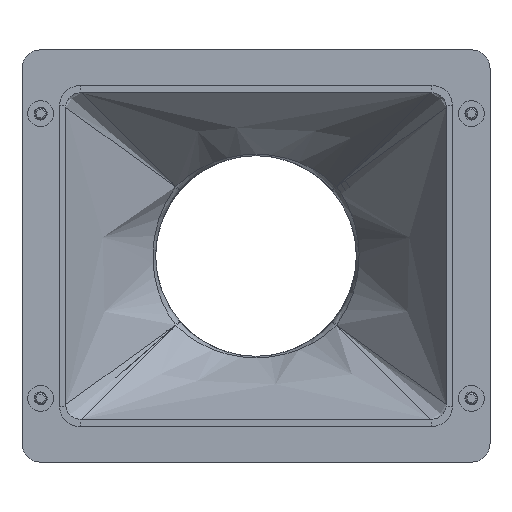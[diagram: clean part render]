
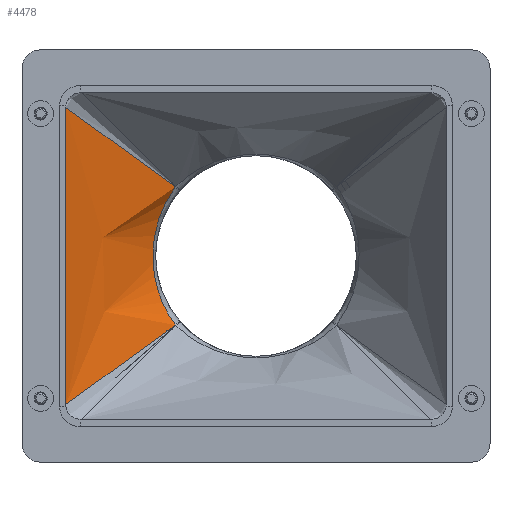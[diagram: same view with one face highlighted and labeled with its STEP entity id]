
A CAD part, front view. The second image highlights one B-rep face of the part: STEP entity #4478.
In plain terms, the highlighted free-form (B-spline) face has degree [3, 3] with [6, 5] control points.
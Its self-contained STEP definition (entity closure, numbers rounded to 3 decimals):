
#163=B_SPLINE_CURVE_WITH_KNOTS('',3,(#7606,#7607,#7608,#7609,#7610,#7611,
#7612),.UNSPECIFIED.,.F.,.F.,(4,1,1,1,4),(-4.546,-3.9,
-2.608,-1.316,-0.024),.UNSPECIFIED.);
#174=B_SPLINE_CURVE_WITH_KNOTS('',3,(#7808,#7809,#7810,#7811,#7812,#7813),
 .UNSPECIFIED.,.F.,.F.,(4,1,1,4),(-5.202,-3.7,-2.198,
-0.013),.UNSPECIFIED.);
#176=B_SPLINE_CURVE_WITH_KNOTS('',3,(#7855,#7856,#7857,#7858,#7859,#7860),
 .UNSPECIFIED.,.F.,.F.,(4,1,1,4),(-5.271,-3.086,-1.584,
-0.082),.UNSPECIFIED.);
#177=B_SPLINE_CURVE_WITH_KNOTS('',3,(#7861,#7862,#7863,#7864,#7865,#7866),
 .UNSPECIFIED.,.F.,.F.,(4,2,4),(0.736,4.76,8.79),
 .UNSPECIFIED.);
#466=B_SPLINE_SURFACE_WITH_KNOTS('',3,3,((#7824,#7825,#7826,#7827,#7828),
(#7829,#7830,#7831,#7832,#7833),(#7834,#7835,#7836,#7837,#7838),(#7839,
#7840,#7841,#7842,#7843),(#7844,#7845,#7846,#7847,#7848),(#7849,#7850,#7851,
#7852,#7853)),.UNSPECIFIED.,.F.,.F.,.F.,(4,1,1,4),(4,1,4),(0.003,
0.287,0.571,0.997),(0.04,
0.446,0.988),.UNSPECIFIED.);
#1239=FACE_OUTER_BOUND('',#1526,.T.);
#1526=EDGE_LOOP('',(#3391,#3392,#3393,#3394));
#2034=VERTEX_POINT('',#7603);
#2035=VERTEX_POINT('',#7605);
#2040=VERTEX_POINT('',#7807);
#2041=VERTEX_POINT('',#7854);
#2535=EDGE_CURVE('',#2034,#2035,#163,.T.);
#2547=EDGE_CURVE('',#2035,#2040,#174,.T.);
#2549=EDGE_CURVE('',#2041,#2034,#176,.T.);
#2550=EDGE_CURVE('',#2040,#2041,#177,.T.);
#3391=ORIENTED_EDGE('',*,*,#2535,.F.);
#3392=ORIENTED_EDGE('',*,*,#2549,.F.);
#3393=ORIENTED_EDGE('',*,*,#2550,.F.);
#3394=ORIENTED_EDGE('',*,*,#2547,.F.);
#4478=ADVANCED_FACE('',(#1239),#466,.F.);
#7603=CARTESIAN_POINT('',(-21.687,37.224,18.602));
#7605=CARTESIAN_POINT('',(-21.687,37.224,-18.602));
#7606=CARTESIAN_POINT('Ctrl Pts',(-21.687,37.224,18.602));
#7607=CARTESIAN_POINT('Ctrl Pts',(-22.842,37.304,17.059));
#7608=CARTESIAN_POINT('Ctrl Pts',(-25.821,37.571,12.103));
#7609=CARTESIAN_POINT('Ctrl Pts',(-28.295,38.033,2.855));
#7610=CARTESIAN_POINT('Ctrl Pts',(-27.308,37.813,-8.504));
#7611=CARTESIAN_POINT('Ctrl Pts',(-23.998,37.383,-15.515));
#7612=CARTESIAN_POINT('Ctrl Pts',(-21.687,37.224,-18.602));
#7807=CARTESIAN_POINT('',(-51.226,0.,-40.004));
#7808=CARTESIAN_POINT('Ctrl Pts',(-21.687,37.224,-18.602));
#7809=CARTESIAN_POINT('Ctrl Pts',(-24.85,33.734,-20.584));
#7810=CARTESIAN_POINT('Ctrl Pts',(-30.802,26.546,-24.503));
#7811=CARTESIAN_POINT('Ctrl Pts',(-40.512,14.053,-31.598));
#7812=CARTESIAN_POINT('Ctrl Pts',(-47.248,5.215,-36.846));
#7813=CARTESIAN_POINT('Ctrl Pts',(-51.226,0.,
-40.004));
#7824=CARTESIAN_POINT('Ctrl Pts',(-51.393,-0.303,
-46.042));
#7825=CARTESIAN_POINT('Ctrl Pts',(-47.065,5.075,-42.197));
#7826=CARTESIAN_POINT('Ctrl Pts',(-36.998,17.616,-33.18));
#7827=CARTESIAN_POINT('Ctrl Pts',(-27.081,30.112,-23.924));
#7828=CARTESIAN_POINT('Ctrl Pts',(-21.606,37.33,-18.523));
#7829=CARTESIAN_POINT('Ctrl Pts',(-51.419,-0.207,
-37.296));
#7830=CARTESIAN_POINT('Ctrl Pts',(-47.436,5.182,-34.264));
#7831=CARTESIAN_POINT('Ctrl Pts',(-38.167,17.75,-27.148));
#7832=CARTESIAN_POINT('Ctrl Pts',(-28.974,30.278,-19.822));
#7833=CARTESIAN_POINT('Ctrl Pts',(-23.912,37.473,-15.491));
#7834=CARTESIAN_POINT('Ctrl Pts',(-51.457,-0.031,
-19.763));
#7835=CARTESIAN_POINT('Ctrl Pts',(-47.994,5.382,-18.222));
#7836=CARTESIAN_POINT('Ctrl Pts',(-39.921,18.01,-14.59));
#7837=CARTESIAN_POINT('Ctrl Pts',(-31.85,30.628,-10.867));
#7838=CARTESIAN_POINT('Ctrl Pts',(-27.284,37.837,-8.55));
#7839=CARTESIAN_POINT('Ctrl Pts',(-51.471,0.045,10.982));
#7840=CARTESIAN_POINT('Ctrl Pts',(-48.201,5.469,10.132));
#7841=CARTESIAN_POINT('Ctrl Pts',(-40.565,18.128,8.127));
#7842=CARTESIAN_POINT('Ctrl Pts',(-32.918,30.802,6.076));
#7843=CARTESIAN_POINT('Ctrl Pts',(-28.491,38.039,4.778));
#7844=CARTESIAN_POINT('Ctrl Pts',(-51.432,-0.158,
32.922));
#7845=CARTESIAN_POINT('Ctrl Pts',(-47.622,5.236,30.298));
#7846=CARTESIAN_POINT('Ctrl Pts',(-38.752,17.817,24.127));
#7847=CARTESIAN_POINT('Ctrl Pts',(-29.923,30.361,17.79));
#7848=CARTESIAN_POINT('Ctrl Pts',(-25.064,37.544,13.976));
#7849=CARTESIAN_POINT('Ctrl Pts',(-51.393,-0.303,
46.042));
#7850=CARTESIAN_POINT('Ctrl Pts',(-47.065,5.075,42.197));
#7851=CARTESIAN_POINT('Ctrl Pts',(-36.998,17.616,33.18));
#7852=CARTESIAN_POINT('Ctrl Pts',(-27.081,30.112,23.924));
#7853=CARTESIAN_POINT('Ctrl Pts',(-21.606,37.33,18.523));
#7854=CARTESIAN_POINT('',(-51.226,0.,40.004));
#7855=CARTESIAN_POINT('Ctrl Pts',(-51.226,0.,
40.004));
#7856=CARTESIAN_POINT('Ctrl Pts',(-47.247,5.215,36.846));
#7857=CARTESIAN_POINT('Ctrl Pts',(-40.511,14.054,31.597));
#7858=CARTESIAN_POINT('Ctrl Pts',(-30.802,26.546,24.502));
#7859=CARTESIAN_POINT('Ctrl Pts',(-24.85,33.735,20.584));
#7860=CARTESIAN_POINT('Ctrl Pts',(-21.687,37.224,18.602));
#7861=CARTESIAN_POINT('Ctrl Pts',(-51.226,0.,
-40.004));
#7862=CARTESIAN_POINT('Ctrl Pts',(-51.391,0.,
-26.554));
#7863=CARTESIAN_POINT('Ctrl Pts',(-51.462,0.,
-13.054));
#7864=CARTESIAN_POINT('Ctrl Pts',(-51.462,0.,
13.022));
#7865=CARTESIAN_POINT('Ctrl Pts',(-51.392,0.,
26.538));
#7866=CARTESIAN_POINT('Ctrl Pts',(-51.226,0.,
40.004));
